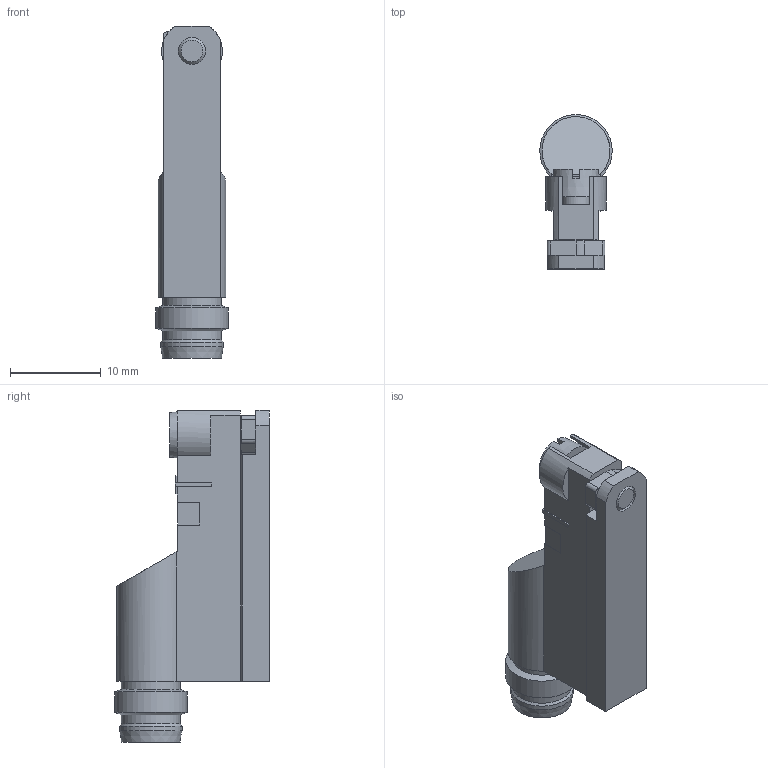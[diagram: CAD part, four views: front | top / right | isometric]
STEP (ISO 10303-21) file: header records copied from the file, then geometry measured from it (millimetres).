
FILE_DESCRIPTION(/* description */ ('STEP AP214'),/* implementation_level */ '2;1');
FILE_NAME(/* name */ '562019_SMT-8-SL-PS-LED-24-B',/* time_stamp */ '2024-09-11T13:04:53+02:00',/* author */ ('License CC BY-ND 4.0'),/* organization */ ('CADENAS'),/* preprocessor_version */ 'ST-DEVELOPER v19.3',/* originating_system */ 'PARTsolutions',/* authorisation */ ' ');
FILE_SCHEMA (('AUTOMOTIVE_DESIGN {1 0 10303 214 3 1 1}'));
Length unit declared in the file: millimetre
Products named in the file (2): 562019 SMT-8-SL-PS-LED-24-B; 562019 SMT-8-SL-PS-LED-24-B---(P1)
Assembly tree (1 placements, depth 2):
  562019 SMT-8-SL-PS-LED-24-B
    562019 SMT-8-SL-PS-LED-24-B---(P1)
Bounding box: 8 x 17.1 x 36.65 mm (x, y, z)
Volume: 2291.6 mm3; surface area: 1852.9 mm2
Topology: 1 solids, 1 shells, 112 faces, 293 edges, 191 vertices
Faces by surface type: plane 76, cylinder 27, cone 9
Full cylindrical faces by diameter (mm): 1 x3, 3 x3, 5.8 x1, 6.5 x2, 6.9 x1, 8 x1
Entity records: 4161 total; most frequent: CARTESIAN_POINT 630, DIRECTION 554, ORIENTED_EDGE 544, EDGE_CURVE 272, VERTEX_POINT 188, LINE 186, VECTOR 186, AXIS2_PLACEMENT_3D 184
